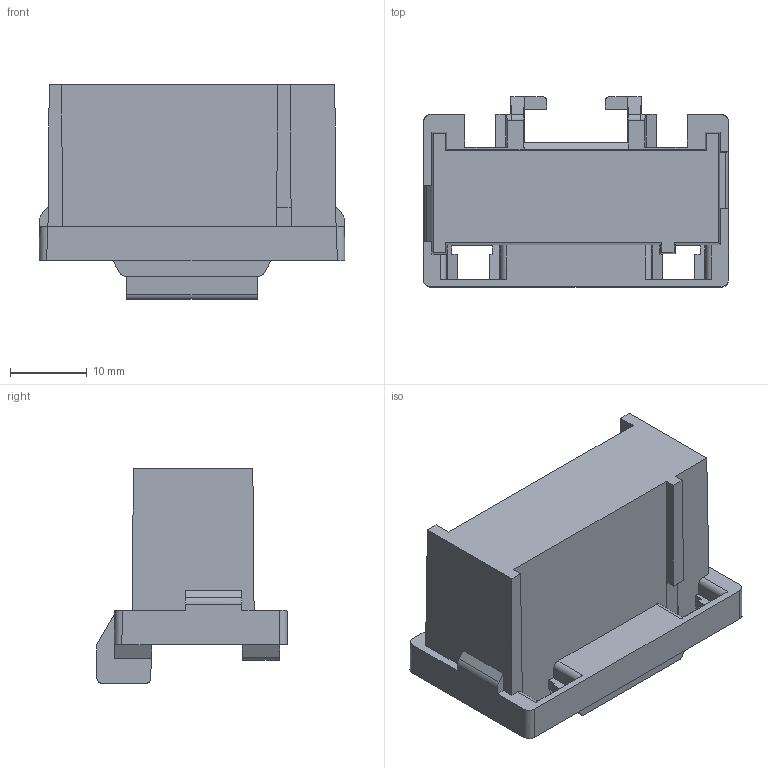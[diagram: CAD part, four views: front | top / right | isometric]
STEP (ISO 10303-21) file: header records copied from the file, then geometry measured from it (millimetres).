
FILE_DESCRIPTION(/* description */ (''),/* implementation_level */ '2;1');
FILE_NAME(/* name */ '12110088_ENV11_08.stp',/* time_stamp */ '2023-06-23T16:59:13+08:00',/* author */ (''),/* organization */ (''),/* preprocessor_version */ 'ST-DEVELOPER v16',/* originating_system */ 'SIEMENS PLM Software NX 11.0',/* authorisation */ '');
FILE_SCHEMA (('AUTOMOTIVE_DESIGN { 1 0 10303 214 3 1 1 1 }'));
Length unit declared in the file: millimetre
Products named in the file (1): 12110088_ENV11_08
Bounding box: 39.9 x 24.89 x 28 mm (x, y, z)
Volume: 12549.8 mm3; surface area: 4927.4 mm2
Topology: 1 solids, 1 shells, 131 faces, 370 edges, 238 vertices
Faces by surface type: plane 104, cylinder 25, sphere 2
Entity records: 4200 total; most frequent: ORIENTED_EDGE 740, CARTESIAN_POINT 740, DIRECTION 686, EDGE_CURVE 370, LINE 318, VECTOR 318, VERTEX_POINT 238, AXIS2_PLACEMENT_3D 184
